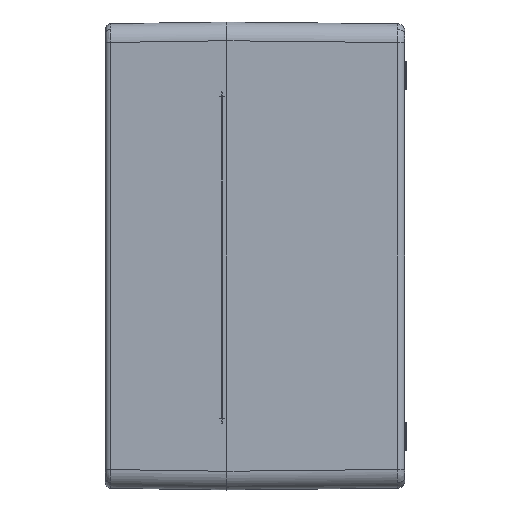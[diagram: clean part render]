
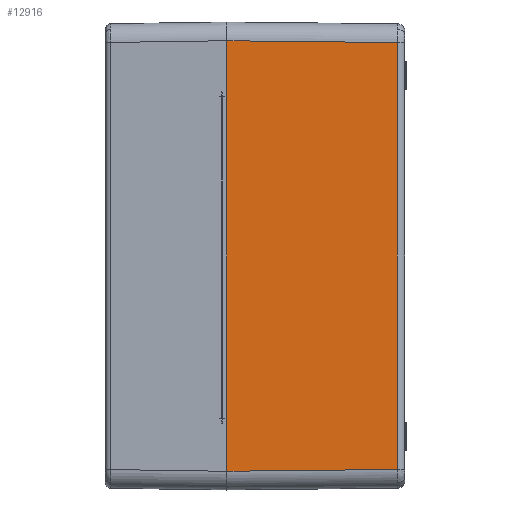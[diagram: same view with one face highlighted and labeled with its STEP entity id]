
A CAD part, left-side view. The second image highlights one B-rep face of the part: STEP entity #12916.
In plain terms, the highlighted planar face has unit normal (-1, -0.011, 0).
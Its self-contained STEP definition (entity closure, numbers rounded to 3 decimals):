
#1120=LINE('',#30687,#1796);
#1217=LINE('',#32055,#1893);
#1218=LINE('',#32056,#1894);
#1219=LINE('',#32057,#1895);
#1796=VECTOR('',#16891,1000.);
#1893=VECTOR('',#17096,1000.);
#1894=VECTOR('',#17097,1000.);
#1895=VECTOR('',#17098,1000.);
#2179=PLANE('',#14194);
#2988=FACE_OUTER_BOUND('',#3926,.T.);
#3926=EDGE_LOOP('',(#10827,#10828,#10829,#10830));
#6036=VERTEX_POINT('',#30243);
#6131=VERTEX_POINT('',#30685);
#6132=VERTEX_POINT('',#30686);
#6240=VERTEX_POINT('',#32054);
#7707=EDGE_CURVE('',#6131,#6132,#1120,.T.);
#7874=EDGE_CURVE('',#6131,#6240,#1217,.T.);
#7875=EDGE_CURVE('',#6240,#6036,#1218,.T.);
#7876=EDGE_CURVE('',#6036,#6132,#1219,.T.);
#10827=ORIENTED_EDGE('',*,*,#7874,.T.);
#10828=ORIENTED_EDGE('',*,*,#7875,.T.);
#10829=ORIENTED_EDGE('',*,*,#7876,.T.);
#10830=ORIENTED_EDGE('',*,*,#7707,.F.);
#12916=ADVANCED_FACE('',(#2988),#2179,.T.);
#14194=AXIS2_PLACEMENT_3D('',#32053,#17094,#17095);
#16891=DIRECTION('',(0.,0.,1.));
#17094=DIRECTION('center_axis',(-1.,-0.01,
0.));
#17095=DIRECTION('ref_axis',(0.01,-1.,0.));
#17096=DIRECTION('',(0.01,-1.,0.01));
#17097=DIRECTION('',(0.,0.,1.));
#17098=DIRECTION('',(-0.01,1.,0.01));
#30243=CARTESIAN_POINT('',(-199.02,-91.542,114.021));
#30685=CARTESIAN_POINT('',(-199.974,-0.5,-114.974));
#30686=CARTESIAN_POINT('',(-199.974,-0.5,114.974));
#30687=CARTESIAN_POINT('',(-199.974,-0.5,-125.));
#32053=CARTESIAN_POINT('Origin',(-200.,2.,-125.));
#32054=CARTESIAN_POINT('',(-199.02,-91.542,-114.021));
#32055=CARTESIAN_POINT('',(-200.001,2.105,-115.002));
#32056=CARTESIAN_POINT('',(-199.02,-91.542,113.979));
#32057=CARTESIAN_POINT('',(-199.974,-0.513,114.974));
